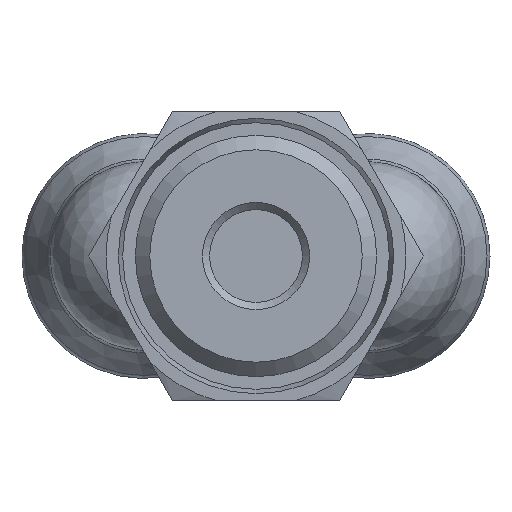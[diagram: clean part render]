
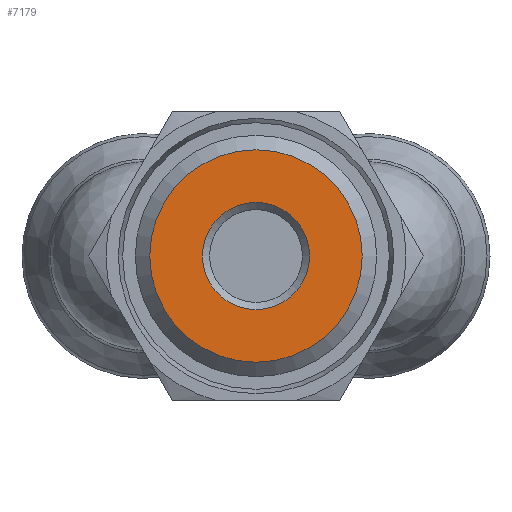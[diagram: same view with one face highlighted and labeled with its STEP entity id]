
A CAD part, front view. The second image highlights one B-rep face of the part: STEP entity #7179.
In plain terms, the highlighted face is planar.
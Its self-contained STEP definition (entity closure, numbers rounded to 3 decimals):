
#7148=CARTESIAN_POINT('',(-28.1,0.,-3.7));
#7149=VERTEX_POINT('',#7148);
#7150=CARTESIAN_POINT('',(-28.1,0.,0.0));
#7151=DIRECTION('',(-1.0,0.0,0.0));
#7152=DIRECTION('',(0.0,0.0,1.0));
#7153=AXIS2_PLACEMENT_3D('',#7150,#7151,#7152);
#7154=CIRCLE('',#7153,3.7);
#7155=EDGE_CURVE('',#7149,#7149,#7154,.T.);
#7160=CARTESIAN_POINT('',(-28.1,4.165,0.0));
#7161=DIRECTION('',(-1.0,0.0,0.0));
#7162=DIRECTION('',(0.0,0.0,1.0));
#7163=AXIS2_PLACEMENT_3D('',#7160,#7161,#7162);
#7164=PLANE('',#7163);
#7165=CARTESIAN_POINT('',(-28.1,7.331,0.));
#7166=VERTEX_POINT('',#7165);
#7167=CARTESIAN_POINT('',(-28.1,0.,0.0));
#7168=DIRECTION('',(1.0,0.0,0.0));
#7169=DIRECTION('',(0.0,-1.0,0.0));
#7170=AXIS2_PLACEMENT_3D('',#7167,#7168,#7169);
#7171=CIRCLE('',#7170,7.331);
#7172=EDGE_CURVE('',#7166,#7166,#7171,.T.);
#7173=ORIENTED_EDGE('',*,*,#7172,.F.);
#7174=EDGE_LOOP('',(#7173));
#7175=FACE_OUTER_BOUND('',#7174,.T.);
#7176=ORIENTED_EDGE('',*,*,#7155,.F.);
#7177=EDGE_LOOP('',(#7176));
#7178=FACE_BOUND('',#7177,.T.);
#7179=ADVANCED_FACE('',(#7175,#7178),#7164,.T.);
